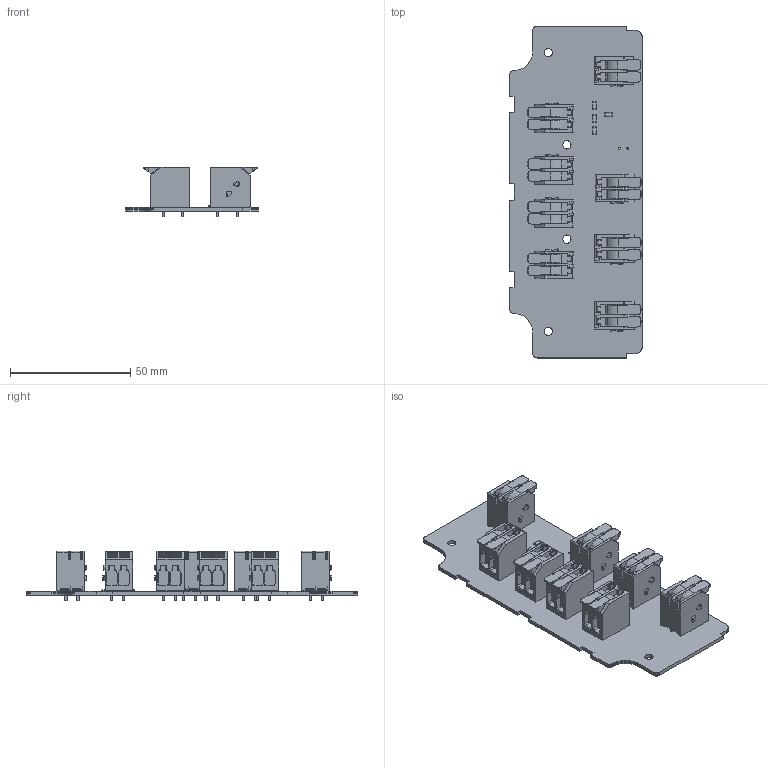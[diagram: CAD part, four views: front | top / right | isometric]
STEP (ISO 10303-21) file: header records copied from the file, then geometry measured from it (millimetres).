
FILE_DESCRIPTION(('KiCad electronic assembly'),'2;1');
FILE_NAME('GR-LRR-POWER-PCB.step','2024-03-26T11:39:14',('Pcbnew'),( 'Kicad'),'Open CASCADE STEP processor 7.7','KiCad to STEP converter' ,'Unknown');
FILE_SCHEMA(('AUTOMOTIVE_DESIGN { 1 0 10303 214 1 1 1 1 }'));
Length unit declared in the file: millimetre
Products named in the file (6): GR-LRR-POWER-PCB 1; 2604-1102; SOLID; R_1206_3216Metric; GR-LRR-POWER-PCB-INPUT PCB
Assembly tree (15 placements, depth 3):
  GR-LRR-POWER-PCB 1
    2604-1102  x8
      SOLID
    R_1206_3216Metric  x4
      SOLID
    GR-LRR-POWER-PCB-INPUT PCB
Bounding box: 55 x 137.79 x 20.7 mm (x, y, z)
Volume: 32932.4 mm3; surface area: 31804.2 mm2
Topology: 13 solids, 13 shells, 2194 faces, 5928 edges, 3824 vertices
Faces by surface type: plane 1292, cylinder 686, cone 216
Full cylindrical faces by diameter (mm): 0.864 x2, 1.397 x32, 3.429 x4
Entity records: 34305 total; most frequent: CARTESIAN_POINT 7464, DIRECTION 4665, LINE 3085, VECTOR 3085, ORIENTED_EDGE 2474, PCURVE 2474, DEFINITIONAL_REPRESENTATION 2474, EDGE_CURVE 1237
